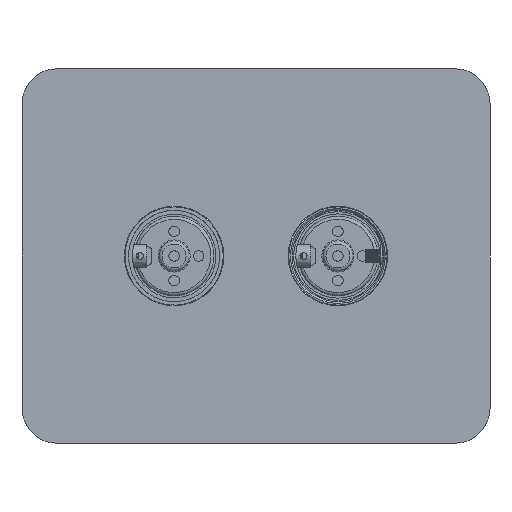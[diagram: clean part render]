
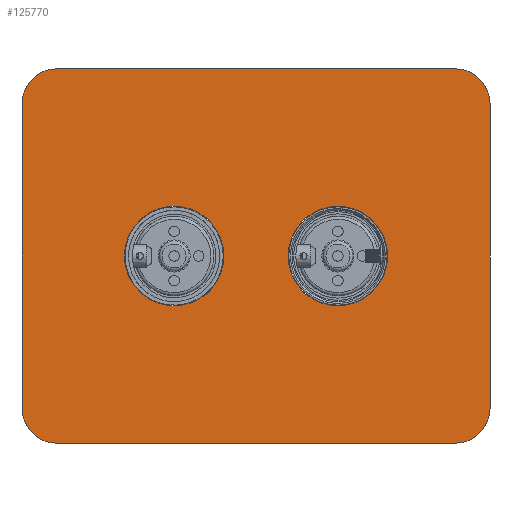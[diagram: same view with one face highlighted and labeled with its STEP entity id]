
A CAD part, left-side view. The second image highlights one B-rep face of the part: STEP entity #125770.
In plain terms, the highlighted planar face has unit normal (-1, 0, 0).
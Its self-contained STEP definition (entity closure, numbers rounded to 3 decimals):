
#404 = EDGE_CURVE ( 'NONE', #44269, #37660, #87624, .T. ) ;
#2654 = EDGE_CURVE ( 'NONE', #37660, #4860, #49002, .T. ) ;
#3170 = AXIS2_PLACEMENT_3D ( 'NONE', #147087, #219625, #217367 ) ;
#4860 = VERTEX_POINT ( 'NONE', #59909 ) ;
#5981 = CARTESIAN_POINT ( 'NONE',  ( -18.8, 120., 65. ) ) ;
#6602 = EDGE_CURVE ( 'NONE', #194312, #193718, #76395, .T. ) ;
#7226 = EDGE_CURVE ( 'NONE', #18821, #18821, #135384, .T. ) ;
#7465 = CARTESIAN_POINT ( 'NONE',  ( -18.8, 70., 0. ) ) ;
#8114 = DIRECTION ( 'NONE',  ( 0., 0., -1. ) ) ;
#9301 = AXIS2_PLACEMENT_3D ( 'NONE', #33182, #191995, #156298 ) ;
#10532 = VERTEX_POINT ( 'NONE', #85770 ) ;
#11464 = ORIENTED_EDGE ( 'NONE', *, *, #68396, .F. ) ;
#11491 = ORIENTED_EDGE ( 'NONE', *, *, #141649, .T. ) ;
#17032 = CARTESIAN_POINT ( 'NONE',  ( -18.8, 120., -80. ) ) ;
#18821 = VERTEX_POINT ( 'NONE', #124693 ) ;
#22428 = DIRECTION ( 'NONE',  ( -1., 0., 0. ) ) ;
#23341 = CARTESIAN_POINT ( 'NONE',  ( -18.8, 70., 21.25 ) ) ;
#23928 = EDGE_CURVE ( 'NONE', #10532, #94533, #203724, .T. ) ;
#25368 = ORIENTED_EDGE ( 'NONE', *, *, #6602, .T. ) ;
#29888 = ORIENTED_EDGE ( 'NONE', *, *, #134196, .T. ) ;
#33084 = ORIENTED_EDGE ( 'NONE', *, *, #147386, .T. ) ;
#33182 = CARTESIAN_POINT ( 'NONE',  ( -18.8, 70., 0. ) ) ;
#37660 = VERTEX_POINT ( 'NONE', #172294 ) ;
#38279 = EDGE_LOOP ( 'NONE', ( #11464 ) ) ;
#41640 = DIRECTION ( 'NONE',  ( 0., 0., 1. ) ) ;
#44269 = VERTEX_POINT ( 'NONE', #93690 ) ;
#48418 = CARTESIAN_POINT ( 'NONE',  ( -18.8, 135., -80. ) ) ;
#49002 = LINE ( 'NONE', #133088, #116244 ) ;
#57724 = DIRECTION ( 'NONE',  ( -1., 0., 0. ) ) ;
#59909 = CARTESIAN_POINT ( 'NONE',  ( -18.8, 120., 80. ) ) ;
#63623 = ORIENTED_EDGE ( 'NONE', *, *, #7226, .F. ) ;
#65128 = CARTESIAN_POINT ( 'NONE',  ( -18.8, -65., -80. ) ) ;
#68023 = VERTEX_POINT ( 'NONE', #17032 ) ;
#68118 = EDGE_LOOP ( 'NONE', ( #29888, #25368, #33084, #153781, #72232, #126354, #149134, #11491 ) ) ;
#68396 = EDGE_CURVE ( 'NONE', #77417, #77417, #111786, .T. ) ;
#72232 = ORIENTED_EDGE ( 'NONE', *, *, #2654, .T. ) ;
#72592 = DIRECTION ( 'NONE',  ( -1., 0., 0. ) ) ;
#76395 = CIRCLE ( 'NONE', #91210, 15. ) ;
#77417 = VERTEX_POINT ( 'NONE', #23341 ) ;
#82345 = AXIS2_PLACEMENT_3D ( 'NONE', #7465, #22428, #143290 ) ;
#82362 = EDGE_CURVE ( 'NONE', #4860, #10532, #134586, .T. ) ;
#83825 = FACE_OUTER_BOUND ( 'NONE', #68118, .T. ) ;
#84368 = DIRECTION ( 'NONE',  ( 0., 0., 1. ) ) ;
#85770 = CARTESIAN_POINT ( 'NONE',  ( -18.8, 135., 65. ) ) ;
#86366 = EDGE_LOOP ( 'NONE', ( #63623 ) ) ;
#87624 = CIRCLE ( 'NONE', #216313, 15. ) ;
#91210 = AXIS2_PLACEMENT_3D ( 'NONE', #161234, #72592, #177392 ) ;
#93690 = CARTESIAN_POINT ( 'NONE',  ( -18.8, -65., 65. ) ) ;
#93926 = AXIS2_PLACEMENT_3D ( 'NONE', #117909, #97246, #188116 ) ;
#94533 = VERTEX_POINT ( 'NONE', #146766 ) ;
#97246 = DIRECTION ( 'NONE',  ( -1., 0., 0. ) ) ;
#111786 = CIRCLE ( 'NONE', #82345, 21.25 ) ;
#115843 = DIRECTION ( 'NONE',  ( 0., 0., 1. ) ) ;
#116244 = VECTOR ( 'NONE', #119229, 1000. ) ;
#117812 = CARTESIAN_POINT ( 'NONE',  ( -18.8, -50., 65. ) ) ;
#117909 = CARTESIAN_POINT ( 'NONE',  ( -18.8, 120., -65. ) ) ;
#118384 = PLANE ( 'NONE',  #9301 ) ;
#119229 = DIRECTION ( 'NONE',  ( 0., 1., 0. ) ) ;
#119502 = FACE_BOUND ( 'NONE', #86366, .T. ) ;
#124693 = CARTESIAN_POINT ( 'NONE',  ( -18.8, 0., 21.25 ) ) ;
#125770 = ADVANCED_FACE ( 'NONE', ( #119502, #205879, #83825 ), #118384, .T. ) ;
#126354 = ORIENTED_EDGE ( 'NONE', *, *, #82362, .T. ) ;
#133088 = CARTESIAN_POINT ( 'NONE',  ( -18.8, -65., 80. ) ) ;
#134190 = LINE ( 'NONE', #65128, #161249 ) ;
#134196 = EDGE_CURVE ( 'NONE', #68023, #194312, #172703, .T. ) ;
#134586 = CIRCLE ( 'NONE', #186075, 15. ) ;
#135384 = CIRCLE ( 'NONE', #3170, 21.25 ) ;
#141649 = EDGE_CURVE ( 'NONE', #94533, #68023, #207787, .T. ) ;
#143290 = DIRECTION ( 'NONE',  ( 0., 0., 1. ) ) ;
#146766 = CARTESIAN_POINT ( 'NONE',  ( -18.8, 135., -65. ) ) ;
#147087 = CARTESIAN_POINT ( 'NONE',  ( -18.8, 0., 0. ) ) ;
#147386 = EDGE_CURVE ( 'NONE', #193718, #44269, #134190, .T. ) ;
#149134 = ORIENTED_EDGE ( 'NONE', *, *, #23928, .T. ) ;
#153429 = DIRECTION ( 'NONE',  ( -1., 0., 0. ) ) ;
#153781 = ORIENTED_EDGE ( 'NONE', *, *, #404, .T. ) ;
#156298 = DIRECTION ( 'NONE',  ( 0., 0., 1. ) ) ;
#161234 = CARTESIAN_POINT ( 'NONE',  ( -18.8, -50., -65. ) ) ;
#161249 = VECTOR ( 'NONE', #115843, 1000. ) ;
#166907 = CARTESIAN_POINT ( 'NONE',  ( -18.8, 135., 80. ) ) ;
#171541 = CARTESIAN_POINT ( 'NONE',  ( -18.8, -50., -80. ) ) ;
#172294 = CARTESIAN_POINT ( 'NONE',  ( -18.8, -50., 80. ) ) ;
#172703 = LINE ( 'NONE', #48418, #224507 ) ;
#177392 = DIRECTION ( 'NONE',  ( 0., 0., 1. ) ) ;
#186075 = AXIS2_PLACEMENT_3D ( 'NONE', #5981, #57724, #41640 ) ;
#188116 = DIRECTION ( 'NONE',  ( 0., 0., 1. ) ) ;
#190980 = VECTOR ( 'NONE', #8114, 1000. ) ;
#191115 = DIRECTION ( 'NONE',  ( 0., -1., 0. ) ) ;
#191995 = DIRECTION ( 'NONE',  ( -1., 0., 0. ) ) ;
#193718 = VERTEX_POINT ( 'NONE', #223657 ) ;
#194312 = VERTEX_POINT ( 'NONE', #171541 ) ;
#203724 = LINE ( 'NONE', #166907, #190980 ) ;
#205879 = FACE_BOUND ( 'NONE', #38279, .T. ) ;
#207787 = CIRCLE ( 'NONE', #93926, 15. ) ;
#216313 = AXIS2_PLACEMENT_3D ( 'NONE', #117812, #153429, #84368 ) ;
#217367 = DIRECTION ( 'NONE',  ( 0., 0., 1. ) ) ;
#219625 = DIRECTION ( 'NONE',  ( -1., 0., 0. ) ) ;
#223657 = CARTESIAN_POINT ( 'NONE',  ( -18.8, -65., -65. ) ) ;
#224507 = VECTOR ( 'NONE', #191115, 1000. ) ;
